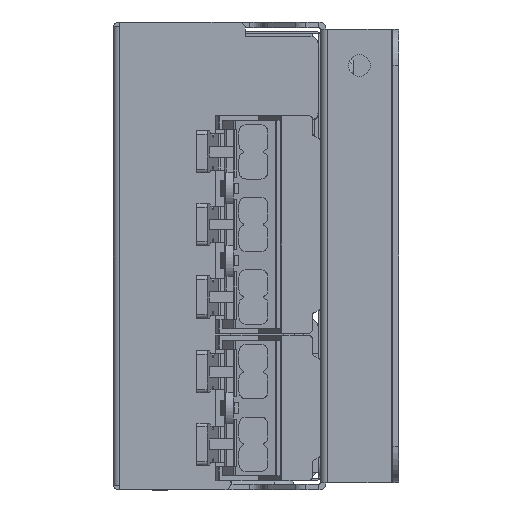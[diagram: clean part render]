
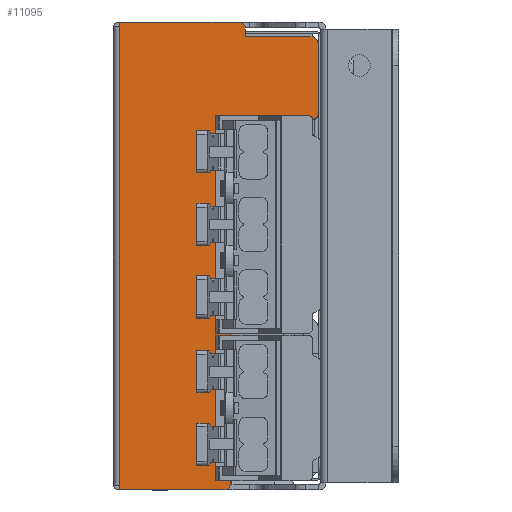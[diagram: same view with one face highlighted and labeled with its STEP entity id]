
A CAD part, left-side view. The second image highlights one B-rep face of the part: STEP entity #11095.
In plain terms, the highlighted planar face has unit normal (-1, 0, 0).
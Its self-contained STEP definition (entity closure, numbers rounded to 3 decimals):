
#11095 = ADVANCED_FACE ( 'NONE', ( #40188 ), #40203, .T. ) ;
#11096 = ORIENTED_EDGE ( 'NONE', *, *, #11098, .T. ) ;
#11097 = ORIENTED_EDGE ( 'NONE', *, *, #11169, .T. ) ;
#11098 = EDGE_CURVE ( 'NONE', #11165, #11168, #40173, .T. ) ;
#11099 = ORIENTED_EDGE ( 'NONE', *, *, #11147, .F. ) ;
#11100 = EDGE_CURVE ( 'NONE', #11104, #11168, #40283, .T. ) ;
#11101 = ORIENTED_EDGE ( 'NONE', *, *, #11151, .T. ) ;
#11102 = VERTEX_POINT ( 'NONE', #40278 ) ;
#11103 = ORIENTED_EDGE ( 'NONE', *, *, #11100, .F. ) ;
#11104 = VERTEX_POINT ( 'NONE', #40186 ) ;
#11134 = VERTEX_POINT ( 'NONE', #40399 ) ;
#11135 = ORIENTED_EDGE ( 'NONE', *, *, #11138, .T. ) ;
#11136 = VERTEX_POINT ( 'NONE', #40288 ) ;
#11137 = ORIENTED_EDGE ( 'NONE', *, *, #11141, .T. ) ;
#11138 = EDGE_CURVE ( 'NONE', #11149, #11155, #40386, .T. ) ;
#11139 = VERTEX_POINT ( 'NONE', #40389 ) ;
#11140 = ORIENTED_EDGE ( 'NONE', *, *, #11144, .T. ) ;
#11141 = EDGE_CURVE ( 'NONE', #11155, #11134, #40376, .T. ) ;
#11142 = VERTEX_POINT ( 'NONE', #40379 ) ;
#11143 = ORIENTED_EDGE ( 'NONE', *, *, #11199, .T. ) ;
#11144 = EDGE_CURVE ( 'NONE', #11134, #11136, #40362, .T. ) ;
#11145 = ORIENTED_EDGE ( 'NONE', *, *, #11202, .T. ) ;
#11146 = EDGE_CURVE ( 'NONE', #11104, #11164, #40351, .T. ) ;
#11147 = EDGE_CURVE ( 'NONE', #11102, #11164, #40378, .T. ) ;
#11148 = ORIENTED_EDGE ( 'NONE', *, *, #11158, .T. ) ;
#11149 = VERTEX_POINT ( 'NONE', #40455 ) ;
#11150 = VERTEX_POINT ( 'NONE', #40453 ) ;
#11151 = EDGE_CURVE ( 'NONE', #11102, #11161, #40447, .T. ) ;
#11152 = EDGE_CURVE ( 'NONE', #11150, #11149, #40439, .T. ) ;
#11154 = EDGE_CURVE ( 'NONE', #11159, #11161, #40432, .T. ) ;
#11155 = VERTEX_POINT ( 'NONE', #40449 ) ;
#11156 = ORIENTED_EDGE ( 'NONE', *, *, #11152, .T. ) ;
#11157 = ORIENTED_EDGE ( 'NONE', *, *, #11154, .F. ) ;
#11158 = EDGE_CURVE ( 'NONE', #11159, #11150, #40416, .T. ) ;
#11159 = VERTEX_POINT ( 'NONE', #40420 ) ;
#11161 = VERTEX_POINT ( 'NONE', #40513 ) ;
#11162 = ORIENTED_EDGE ( 'NONE', *, *, #11146, .T. ) ;
#11164 = VERTEX_POINT ( 'NONE', #40507 ) ;
#11165 = VERTEX_POINT ( 'NONE', #40505 ) ;
#11167 = EDGE_LOOP ( 'NONE', ( #11097, #11096, #11103, #11162, #11099, #11101, #11157, #11148, #11156, #11135, #11137, #11140, #11143, #11145, #11201 ) ) ;
#11168 = VERTEX_POINT ( 'NONE', #40495 ) ;
#11169 = EDGE_CURVE ( 'NONE', #11171, #11165, #40488, .T. ) ;
#11171 = VERTEX_POINT ( 'NONE', #40426 ) ;
#11199 = EDGE_CURVE ( 'NONE', #11136, #11139, #40601, .T. ) ;
#11201 = ORIENTED_EDGE ( 'NONE', *, *, #11204, .T. ) ;
#11202 = EDGE_CURVE ( 'NONE', #11139, #11142, #40593, .T. ) ;
#11204 = EDGE_CURVE ( 'NONE', #11142, #11171, #40587, .T. ) ;
#40167 = DIRECTION ( 'NONE',  ( 0., -1., 0. ) ) ;
#40169 = DIRECTION ( 'NONE',  ( -1., 0., 0. ) ) ;
#40170 = CARTESIAN_POINT ( 'NONE',  ( -42.35, -15.2, -31.25 ) ) ;
#40171 = AXIS2_PLACEMENT_3D ( 'NONE', #40170, #40169, #40167 ) ;
#40173 = CIRCLE ( 'NONE', #40171, 1. ) ;
#40177 = DIRECTION ( 'NONE',  ( 0., -1., 0. ) ) ;
#40178 = DIRECTION ( 'NONE',  ( -1., 0., 0. ) ) ;
#40180 = CARTESIAN_POINT ( 'NONE',  ( -42.35, 0., 0. ) ) ;
#40182 = AXIS2_PLACEMENT_3D ( 'NONE', #40180, #40178, #40177 ) ;
#40186 = CARTESIAN_POINT ( 'NONE',  ( -42.35, -16.2, 17.75 ) ) ;
#40188 = FACE_OUTER_BOUND ( 'NONE', #11167, .T. ) ;
#40203 = PLANE ( 'NONE',  #40182 ) ;
#40278 = CARTESIAN_POINT ( 'NONE',  ( -42.35, -27.2, 18.75 ) ) ;
#40279 = DIRECTION ( 'NONE',  ( 0., 0., -1. ) ) ;
#40281 = VECTOR ( 'NONE', #40279, 1000. ) ;
#40282 = CARTESIAN_POINT ( 'NONE',  ( -42.35, -16.2, -32.25 ) ) ;
#40283 = LINE ( 'NONE', #40282, #40281 ) ;
#40288 = CARTESIAN_POINT ( 'NONE',  ( -42.35, -0.8, 32.25 ) ) ;
#40342 = DIRECTION ( 'NONE',  ( 0., -1., 0. ) ) ;
#40345 = DIRECTION ( 'NONE',  ( 1., 0., 0. ) ) ;
#40347 = CARTESIAN_POINT ( 'NONE',  ( -42.35, -17.2, 17.75 ) ) ;
#40349 = AXIS2_PLACEMENT_3D ( 'NONE', #40347, #40345, #40342 ) ;
#40351 = CIRCLE ( 'NONE', #40349, 1. ) ;
#40355 = DIRECTION ( 'NONE',  ( 0., 1., 0. ) ) ;
#40358 = VECTOR ( 'NONE', #40355, 1000. ) ;
#40360 = CARTESIAN_POINT ( 'NONE',  ( -42.35, -28.2, 32.25 ) ) ;
#40362 = LINE ( 'NONE', #40360, #40358 ) ;
#40365 = DIRECTION ( 'NONE',  ( 0., 1., 0. ) ) ;
#40366 = VECTOR ( 'NONE', #40365, 1000. ) ;
#40368 = CARTESIAN_POINT ( 'NONE',  ( -42.35, -16.2, 18.75 ) ) ;
#40370 = DIRECTION ( 'NONE',  ( 0., -1., 0. ) ) ;
#40372 = DIRECTION ( 'NONE',  ( -1., 0., 0. ) ) ;
#40374 = CARTESIAN_POINT ( 'NONE',  ( -42.35, -17.2, 31.25 ) ) ;
#40376 = CIRCLE ( 'NONE', #40392, 1. ) ;
#40378 = LINE ( 'NONE', #40368, #40366 ) ;
#40379 = CARTESIAN_POINT ( 'NONE',  ( -42.35, -0.8, -31.65 ) ) ;
#40381 = DIRECTION ( 'NONE',  ( 0., 0., 1. ) ) ;
#40383 = VECTOR ( 'NONE', #40381, 1000. ) ;
#40384 = CARTESIAN_POINT ( 'NONE',  ( -42.35, -18.2, 32.25 ) ) ;
#40386 = LINE ( 'NONE', #40384, #40383 ) ;
#40389 = CARTESIAN_POINT ( 'NONE',  ( -42.35, -0.8, 31.65 ) ) ;
#40392 = AXIS2_PLACEMENT_3D ( 'NONE', #40374, #40372, #40370 ) ;
#40399 = CARTESIAN_POINT ( 'NONE',  ( -42.35, -17.2, 32.25 ) ) ;
#40410 = DIRECTION ( 'NONE',  ( 0., -1., 0. ) ) ;
#40412 = DIRECTION ( 'NONE',  ( -1., 0., 0. ) ) ;
#40413 = CARTESIAN_POINT ( 'NONE',  ( -42.35, -27.2, 29.25 ) ) ;
#40415 = AXIS2_PLACEMENT_3D ( 'NONE', #40413, #40412, #40410 ) ;
#40416 = CIRCLE ( 'NONE', #40415, 1. ) ;
#40420 = CARTESIAN_POINT ( 'NONE',  ( -42.35, -28.2, 29.25 ) ) ;
#40426 = CARTESIAN_POINT ( 'NONE',  ( -42.35, -0.8, -32.25 ) ) ;
#40427 = DIRECTION ( 'NONE',  ( 0., 0., -1. ) ) ;
#40428 = VECTOR ( 'NONE', #40427, 1000. ) ;
#40429 = CARTESIAN_POINT ( 'NONE',  ( -42.35, -28.2, -31.65 ) ) ;
#40432 = LINE ( 'NONE', #40429, #40428 ) ;
#40435 = DIRECTION ( 'NONE',  ( 0., 1., 0. ) ) ;
#40437 = VECTOR ( 'NONE', #40435, 1000. ) ;
#40438 = CARTESIAN_POINT ( 'NONE',  ( -42.35, -28.2, 30.25 ) ) ;
#40439 = LINE ( 'NONE', #40438, #40437 ) ;
#40440 = DIRECTION ( 'NONE',  ( 0., -1., 0. ) ) ;
#40443 = DIRECTION ( 'NONE',  ( -1., 0., 0. ) ) ;
#40445 = CARTESIAN_POINT ( 'NONE',  ( -42.35, -27.2, 19.75 ) ) ;
#40446 = AXIS2_PLACEMENT_3D ( 'NONE', #40445, #40443, #40440 ) ;
#40447 = CIRCLE ( 'NONE', #40446, 1. ) ;
#40449 = CARTESIAN_POINT ( 'NONE',  ( -42.35, -18.2, 31.25 ) ) ;
#40453 = CARTESIAN_POINT ( 'NONE',  ( -42.35, -27.2, 30.25 ) ) ;
#40455 = CARTESIAN_POINT ( 'NONE',  ( -42.35, -18.2, 30.25 ) ) ;
#40485 = DIRECTION ( 'NONE',  ( 0., -1., 0. ) ) ;
#40486 = VECTOR ( 'NONE', #40485, 1000. ) ;
#40487 = CARTESIAN_POINT ( 'NONE',  ( -42.35, -28.2, -32.25 ) ) ;
#40488 = LINE ( 'NONE', #40487, #40486 ) ;
#40495 = CARTESIAN_POINT ( 'NONE',  ( -42.35, -16.2, -31.25 ) ) ;
#40505 = CARTESIAN_POINT ( 'NONE',  ( -42.35, -15.2, -32.25 ) ) ;
#40507 = CARTESIAN_POINT ( 'NONE',  ( -42.35, -17.2, 18.75 ) ) ;
#40513 = CARTESIAN_POINT ( 'NONE',  ( -42.35, -28.2, 19.75 ) ) ;
#40518 = VECTOR ( 'NONE', #40586, 1000. ) ;
#40520 = CARTESIAN_POINT ( 'NONE',  ( -42.35, -0.8, 0. ) ) ;
#40579 = DIRECTION ( 'NONE',  ( 0., 0., -1. ) ) ;
#40580 = VECTOR ( 'NONE', #40579, 1000. ) ;
#40582 = CARTESIAN_POINT ( 'NONE',  ( -42.35, -0.8, -31.65 ) ) ;
#40586 = DIRECTION ( 'NONE',  ( 0., 0., -1. ) ) ;
#40587 = LINE ( 'NONE', #40582, #40580 ) ;
#40593 = LINE ( 'NONE', #40520, #40518 ) ;
#40595 = DIRECTION ( 'NONE',  ( 0., 0., -1. ) ) ;
#40597 = VECTOR ( 'NONE', #40595, 1000. ) ;
#40599 = CARTESIAN_POINT ( 'NONE',  ( -42.35, -0.8, 31.65 ) ) ;
#40601 = LINE ( 'NONE', #40599, #40597 ) ;
